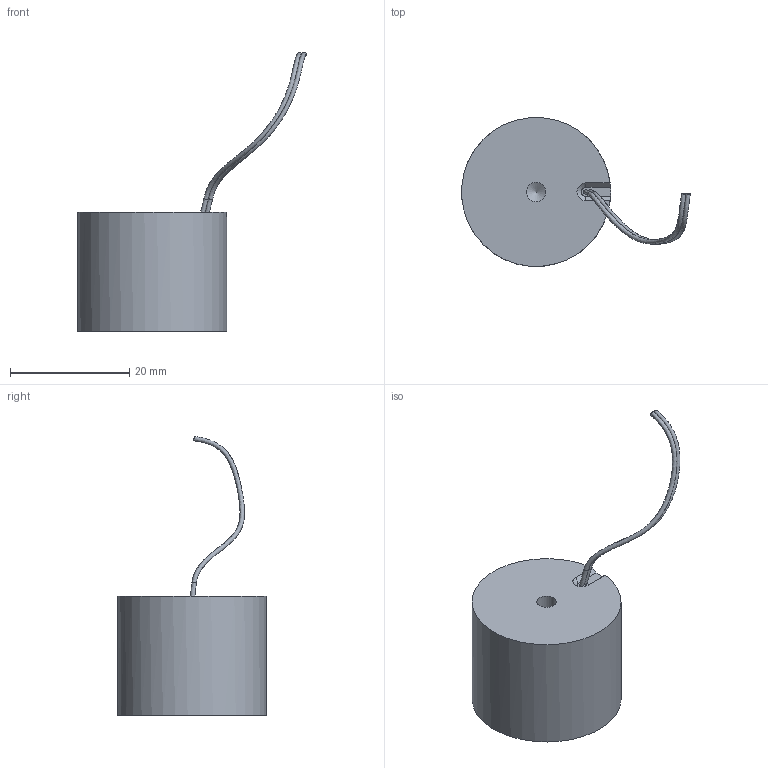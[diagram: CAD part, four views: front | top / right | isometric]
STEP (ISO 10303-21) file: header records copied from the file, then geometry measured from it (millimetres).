
FILE_DESCRIPTION(/* description */ ('ELECTRO MAGNET D25x20'),/* implementation_level */ '2;1');
FILE_NAME(/* name */ 'EHRO002501 - Customer.stp',/* time_stamp */ '2014-03-07T08:03:34+01:00',/* author */ ('bs'),/* organization */ (''),/* preprocessor_version */ 'ST-DEVELOPER v15.2',/* originating_system */ 'Autodesk Inventor 2014',/* authorisation */ '');
FILE_SCHEMA (('AUTOMOTIVE_DESIGN { 1 0 10303 214 3 1 1 }'));
Length unit declared in the file: millimetre
Products named in the file (1): EHRO002501
Bounding box: 38.35 x 24.96 x 46.81 mm (x, y, z)
Volume: 9686.3 mm3; surface area: 6260.1 mm2
Topology: 1 solids, 1 shells, 23 faces, 46 edges, 29 vertices
Faces by surface type: plane 11, cylinder 6, bspline 4, cone 2
Full cylindrical faces by diameter (mm): 3.242 x1, 11.1 x1, 11.2 x1, 22.2 x1, 22.3 x1, 25 x1
Entity records: 1436 total; most frequent: CARTESIAN_POINT 966, DIRECTION 95, ORIENTED_EDGE 76, AXIS2_PLACEMENT_3D 44, EDGE_CURVE 37, EDGE_LOOP 35, VERTEX_POINT 27, ADVANCED_FACE 23
